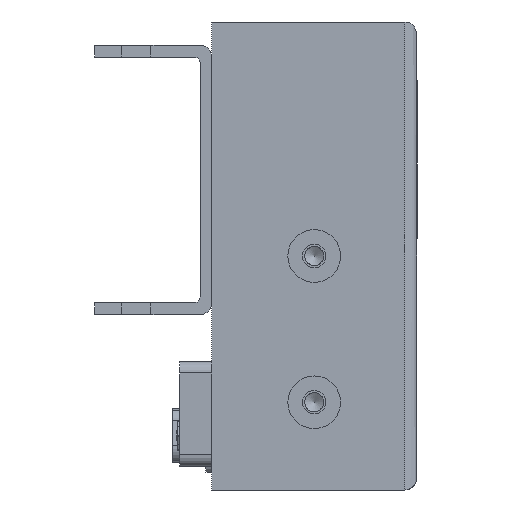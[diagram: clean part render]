
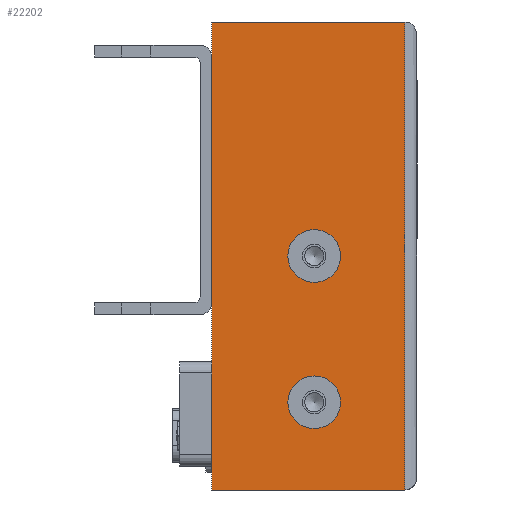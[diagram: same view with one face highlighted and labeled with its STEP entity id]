
A CAD part, left-side view. The second image highlights one B-rep face of the part: STEP entity #22202.
In plain terms, the highlighted face is planar.
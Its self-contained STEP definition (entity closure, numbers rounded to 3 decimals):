
#9276=CIRCLE('',#20963,4.5);
#9277=CIRCLE('',#20964,4.5);
#9981=ORIENTED_EDGE('',*,*,#12819,.T.);
#9982=ORIENTED_EDGE('',*,*,#12818,.F.);
#9983=ORIENTED_EDGE('',*,*,#12806,.F.);
#9984=ORIENTED_EDGE('',*,*,#12811,.T.);
#9985=ORIENTED_EDGE('',*,*,#12820,.F.);
#9986=ORIENTED_EDGE('',*,*,#12821,.F.);
#11685=VECTOR('',#16369,1.);
#11690=VECTOR('',#16376,1.);
#11695=VECTOR('',#16389,1.);
#11696=VECTOR('',#16392,1.);
#11853=LINE('',#18850,#11685);
#11858=LINE('',#18860,#11690);
#11863=LINE('',#18873,#11695);
#11864=LINE('',#18875,#11696);
#12021=VERTEX_POINT('',#18848);
#12022=VERTEX_POINT('',#18849);
#12026=VERTEX_POINT('',#18858);
#12030=VERTEX_POINT('',#18871);
#12031=VERTEX_POINT('',#18876);
#12032=VERTEX_POINT('',#18878);
#12806=EDGE_CURVE('',#12021,#12022,#11853,.T.);
#12811=EDGE_CURVE('',#12021,#12026,#11858,.T.);
#12818=EDGE_CURVE('',#12022,#12030,#11863,.T.);
#12819=EDGE_CURVE('',#12026,#12030,#11864,.T.);
#12820=EDGE_CURVE('',#12031,#12031,#9276,.T.);
#12821=EDGE_CURVE('',#12032,#12032,#9277,.T.);
#13673=EDGE_LOOP('',(#9981,#9982,#9983,#9984));
#13674=EDGE_LOOP('',(#9985));
#13675=EDGE_LOOP('',(#9986));
#15021=FACE_BOUND('',#13673,.T.);
#15022=FACE_BOUND('',#13674,.T.);
#15023=FACE_BOUND('',#13675,.T.);
#16369=DIRECTION('',(-80.,0.,0.));
#16376=DIRECTION('',(0.,0.,-33.));
#16389=DIRECTION('',(0.,0.,-33.));
#16390=DIRECTION('',(0.,1.,0.));
#16391=DIRECTION('',(1.,0.,0.));
#16392=DIRECTION('',(-80.,0.,0.));
#16393=DIRECTION('',(0.,1.,0.));
#16394=DIRECTION('',(0.,0.,4.5));
#16395=DIRECTION('',(0.,1.,0.));
#16396=DIRECTION('',(0.,0.,4.5));
#18848=CARTESIAN_POINT('',(0.,0.,0.));
#18849=CARTESIAN_POINT('',(-80.,0.,0.));
#18850=CARTESIAN_POINT('',(0.,0.,0.));
#18858=CARTESIAN_POINT('',(0.,0.,-33.));
#18860=CARTESIAN_POINT('',(0.,0.,0.));
#18871=CARTESIAN_POINT('',(-80.,0.,-33.));
#18873=CARTESIAN_POINT('',(-80.,0.,0.));
#18874=CARTESIAN_POINT('',(0.,0.,-33.));
#18875=CARTESIAN_POINT('',(0.,0.,-33.));
#18876=CARTESIAN_POINT('',(-15.,0.,-13.));
#18877=CARTESIAN_POINT('',(-15.,0.,-17.5));
#18878=CARTESIAN_POINT('',(-40.,0.,-13.));
#18879=CARTESIAN_POINT('',(-40.,0.,-17.5));
#20962=AXIS2_PLACEMENT_3D('',#18874,#16390,#16391);
#20963=AXIS2_PLACEMENT_3D('',#18877,#16393,#16394);
#20964=AXIS2_PLACEMENT_3D('',#18879,#16395,#16396);
#22116=PLANE('',#20962);
#22202=ADVANCED_FACE('',(#15021,#15022,#15023),#22116,.T.);
